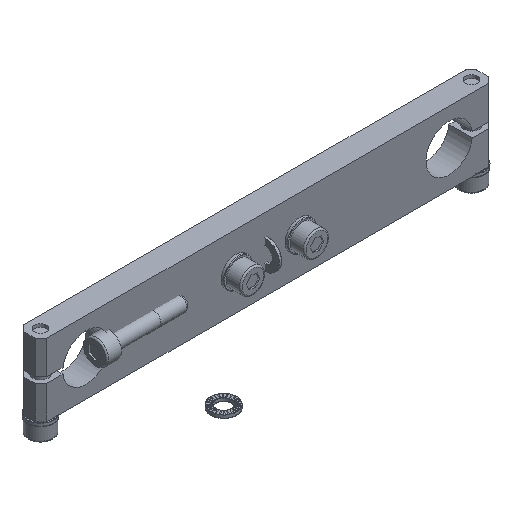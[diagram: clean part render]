
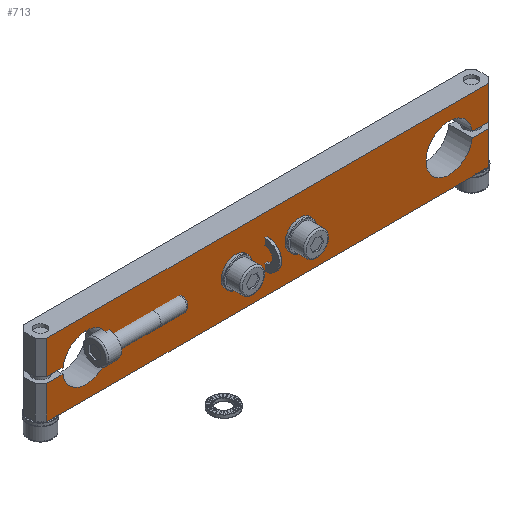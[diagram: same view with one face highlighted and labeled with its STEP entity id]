
A CAD part, isometric view. The second image highlights one B-rep face of the part: STEP entity #713.
In plain terms, the highlighted planar face has unit normal (0, -1, 0).
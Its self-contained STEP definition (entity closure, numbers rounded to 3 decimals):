
#713 = ADVANCED_FACE( '', ( #1475, #1476, #1477 ), #1478, .F. );
#1475 = FACE_BOUND( '', #2267, .T. );
#1476 = FACE_BOUND( '', #2268, .T. );
#1477 = FACE_OUTER_BOUND( '', #2269, .T. );
#1478 = PLANE( '', #2270 );
#2267 = EDGE_LOOP( '', ( #4480 ) );
#2268 = EDGE_LOOP( '', ( #4481 ) );
#2269 = EDGE_LOOP( '', ( #4482, #4483, #4484, #4485, #4486, #4487, #4488, #4489, #4490, #4491, #4492, #4493 ) );
#2270 = AXIS2_PLACEMENT_3D( '', #4494, #4495, #4496 );
#4480 = ORIENTED_EDGE( '', *, *, #5504, .T. );
#4481 = ORIENTED_EDGE( '', *, *, #5655, .T. );
#4482 = ORIENTED_EDGE( '', *, *, #5630, .F. );
#4483 = ORIENTED_EDGE( '', *, *, #5649, .T. );
#4484 = ORIENTED_EDGE( '', *, *, #5099, .F. );
#4485 = ORIENTED_EDGE( '', *, *, #5656, .T. );
#4486 = ORIENTED_EDGE( '', *, *, #5211, .F. );
#4487 = ORIENTED_EDGE( '', *, *, #5562, .T. );
#4488 = ORIENTED_EDGE( '', *, *, #5616, .F. );
#4489 = ORIENTED_EDGE( '', *, *, #5433, .T. );
#4490 = ORIENTED_EDGE( '', *, *, #5487, .F. );
#4491 = ORIENTED_EDGE( '', *, *, #5640, .T. );
#4492 = ORIENTED_EDGE( '', *, *, #5609, .F. );
#4493 = ORIENTED_EDGE( '', *, *, #5408, .T. );
#4494 = CARTESIAN_POINT( '', ( -78., 0., 12.5 ) );
#4495 = DIRECTION( '', ( 0., 1., 0. ) );
#4496 = DIRECTION( '', ( 0., 0., 1. ) );
#5099 = EDGE_CURVE( '', #6319, #6320, #6321, .T. );
#5211 = EDGE_CURVE( '', #6487, #6488, #6489, .T. );
#5408 = EDGE_CURVE( '', #6798, #6800, #6802, .T. );
#5433 = EDGE_CURVE( '', #6830, #6827, #6831, .T. );
#5487 = EDGE_CURVE( '', #6890, #6827, #6892, .T. );
#5504 = EDGE_CURVE( '', #6910, #6910, #6911, .T. );
#5562 = EDGE_CURVE( '', #6487, #6969, #6971, .T. );
#5609 = EDGE_CURVE( '', #6798, #7021, #7022, .T. );
#5616 = EDGE_CURVE( '', #6830, #6969, #7030, .T. );
#5630 = EDGE_CURVE( '', #7043, #6800, #7045, .T. );
#5640 = EDGE_CURVE( '', #6890, #7021, #7055, .T. );
#5649 = EDGE_CURVE( '', #7043, #6320, #7064, .T. );
#5655 = EDGE_CURVE( '', #7070, #7070, #7071, .T. );
#5656 = EDGE_CURVE( '', #6319, #6488, #7072, .T. );
#6319 = VERTEX_POINT( '', #7972 );
#6320 = VERTEX_POINT( '', #7973 );
#6321 = LINE( '', #7974, #7975 );
#6487 = VERTEX_POINT( '', #8201 );
#6488 = VERTEX_POINT( '', #8202 );
#6489 = LINE( '', #8203, #8204 );
#6798 = VERTEX_POINT( '', #8612 );
#6800 = VERTEX_POINT( '', #8615 );
#6802 = CIRCLE( '', #8618, 8. );
#6827 = VERTEX_POINT( '', #8653 );
#6830 = VERTEX_POINT( '', #8657 );
#6831 = LINE( '', #8658, #8659 );
#6890 = VERTEX_POINT( '', #8749 );
#6892 = LINE( '', #8752, #8753 );
#6910 = VERTEX_POINT( '', #8780 );
#6911 = CIRCLE( '', #8781, 2.6 );
#6969 = VERTEX_POINT( '', #8864 );
#6971 = CIRCLE( '', #8867, 8. );
#7021 = VERTEX_POINT( '', #8933 );
#7022 = LINE( '', #8934, #8935 );
#7030 = LINE( '', #8947, #8948 );
#7043 = VERTEX_POINT( '', #8965 );
#7045 = LINE( '', #8968, #8969 );
#7055 = LINE( '', #8981, #8982 );
#7064 = LINE( '', #8993, #8994 );
#7070 = VERTEX_POINT( '', #9002 );
#7071 = CIRCLE( '', #9003, 2.6 );
#7072 = LINE( '', #9004, #9005 );
#7972 = CARTESIAN_POINT( '', ( -76., 0., 12.5 ) );
#7973 = CARTESIAN_POINT( '', ( 76., 0., 12.5 ) );
#7974 = CARTESIAN_POINT( '', ( -78., 0., 12.5 ) );
#7975 = VECTOR( '', #9589, 1000. );
#8201 = CARTESIAN_POINT( '', ( -70.437, 0., 1. ) );
#8202 = CARTESIAN_POINT( '', ( -76., 0., 1. ) );
#8203 = CARTESIAN_POINT( '', ( -78., 0., 1. ) );
#8204 = VECTOR( '', #9719, 1000. );
#8612 = CARTESIAN_POINT( '', ( 70.437, 0., -1. ) );
#8615 = CARTESIAN_POINT( '', ( 70.437, 0., 1. ) );
#8618 = AXIS2_PLACEMENT_3D( '', #10037, #10038, #10039 );
#8653 = CARTESIAN_POINT( '', ( -76., 0., -12.5 ) );
#8657 = CARTESIAN_POINT( '', ( -76., 0., -1. ) );
#8658 = CARTESIAN_POINT( '', ( -76., 0., 12.5 ) );
#8659 = VECTOR( '', #10054, 1000. );
#8749 = CARTESIAN_POINT( '', ( 76., 0., -12.5 ) );
#8752 = CARTESIAN_POINT( '', ( 78., 0., -12.5 ) );
#8753 = VECTOR( '', #10087, 1000. );
#8780 = CARTESIAN_POINT( '', ( -11., 0., 2.6 ) );
#8781 = AXIS2_PLACEMENT_3D( '', #10097, #10098, #10099 );
#8864 = CARTESIAN_POINT( '', ( -70.437, 0., -1. ) );
#8867 = AXIS2_PLACEMENT_3D( '', #10129, #10130, #10131 );
#8933 = CARTESIAN_POINT( '', ( 76., 0., -1. ) );
#8934 = CARTESIAN_POINT( '', ( -78., 0., -1. ) );
#8935 = VECTOR( '', #10154, 1000. );
#8947 = CARTESIAN_POINT( '', ( -78., 0., -1. ) );
#8948 = VECTOR( '', #10159, 1000. );
#8965 = CARTESIAN_POINT( '', ( 76., 0., 1. ) );
#8968 = CARTESIAN_POINT( '', ( -78., 0., 1. ) );
#8969 = VECTOR( '', #10165, 1000. );
#8981 = CARTESIAN_POINT( '', ( 76., 0., 12.5 ) );
#8982 = VECTOR( '', #10168, 1000. );
#8993 = CARTESIAN_POINT( '', ( 76., 0., 12.5 ) );
#8994 = VECTOR( '', #10171, 1000. );
#9002 = CARTESIAN_POINT( '', ( 11., 0., 2.6 ) );
#9003 = AXIS2_PLACEMENT_3D( '', #10174, #10175, #10176 );
#9004 = CARTESIAN_POINT( '', ( -76., 0., 12.5 ) );
#9005 = VECTOR( '', #10177, 1000. );
#9589 = DIRECTION( '', ( 1., 0., 0. ) );
#9719 = DIRECTION( '', ( -1., 0., 0. ) );
#10037 = CARTESIAN_POINT( '', ( 62.5, 0., 0. ) );
#10038 = DIRECTION( '', ( 0., 1., 0. ) );
#10039 = DIRECTION( '', ( 0., 0., 1. ) );
#10054 = DIRECTION( '', ( 0., 0., -1. ) );
#10087 = DIRECTION( '', ( -1., 0., 0. ) );
#10097 = CARTESIAN_POINT( '', ( -11., 0., 0. ) );
#10098 = DIRECTION( '', ( 0., 1., 0. ) );
#10099 = DIRECTION( '', ( 0., 0., 1. ) );
#10129 = CARTESIAN_POINT( '', ( -62.5, 0., 0. ) );
#10130 = DIRECTION( '', ( 0., 1., 0. ) );
#10131 = DIRECTION( '', ( 0., 0., 1. ) );
#10154 = DIRECTION( '', ( 1., 0., 0. ) );
#10159 = DIRECTION( '', ( 1., 0., 0. ) );
#10165 = DIRECTION( '', ( -1., 0., 0. ) );
#10168 = DIRECTION( '', ( 0., 0., 1. ) );
#10171 = DIRECTION( '', ( 0., 0., 1. ) );
#10174 = CARTESIAN_POINT( '', ( 11., 0., 0. ) );
#10175 = DIRECTION( '', ( 0., 1., 0. ) );
#10176 = DIRECTION( '', ( 0., 0., 1. ) );
#10177 = DIRECTION( '', ( 0., 0., -1. ) );
